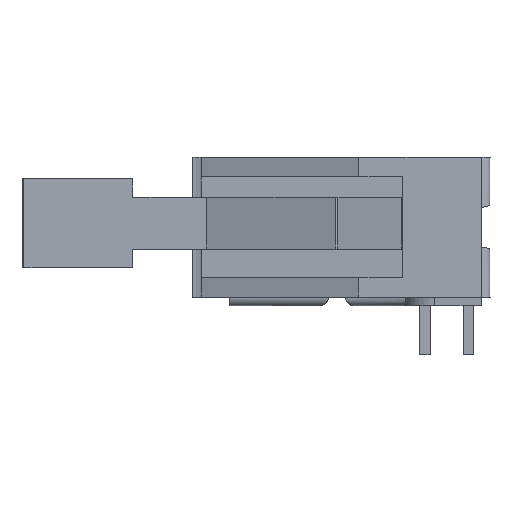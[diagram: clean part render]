
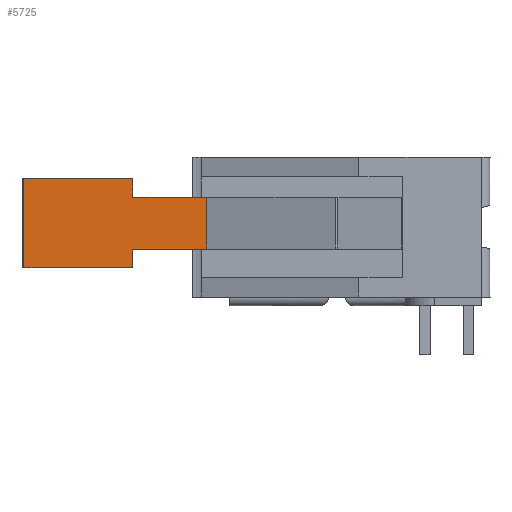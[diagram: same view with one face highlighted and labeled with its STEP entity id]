
A CAD part, left-side view. The second image highlights one B-rep face of the part: STEP entity #5725.
In plain terms, the highlighted planar face has unit normal (-1, 0, 0).
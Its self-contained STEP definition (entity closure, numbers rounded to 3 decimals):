
#469=FACE_OUTER_BOUND($,#811,.T.);
#811=EDGE_LOOP($,(#4932,#4933,#4934,#4935,#4936,#4937,#4938,#4939));
#1470=LINE($,#9312,#2173);
#1476=LINE($,#9331,#2179);
#1477=LINE($,#9333,#2180);
#1478=LINE($,#9335,#2181);
#1479=LINE($,#9337,#2182);
#1480=LINE($,#9339,#2183);
#1481=LINE($,#9340,#2184);
#1482=LINE($,#9341,#2185);
#2173=VECTOR($,#7467,4.281);
#2179=VECTOR($,#7483,4.281);
#2180=VECTOR($,#7484,1.092);
#2181=VECTOR($,#7485,6.326);
#2182=VECTOR($,#7486,5.182);
#2183=VECTOR($,#7487,6.326);
#2184=VECTOR($,#7488,1.092);
#2185=VECTOR($,#7489,2.997);
#2722=VERTEX_POINT($,#9310);
#2723=VERTEX_POINT($,#9311);
#2730=VERTEX_POINT($,#9329);
#2731=VERTEX_POINT($,#9330);
#2732=VERTEX_POINT($,#9332);
#2733=VERTEX_POINT($,#9334);
#2734=VERTEX_POINT($,#9336);
#2735=VERTEX_POINT($,#9338);
#3468=EDGE_CURVE($,#2722,#2723,#1470,.T.);
#3478=EDGE_CURVE($,#2730,#2731,#1476,.T.);
#3479=EDGE_CURVE($,#2731,#2732,#1477,.T.);
#3480=EDGE_CURVE($,#2732,#2733,#1478,.T.);
#3481=EDGE_CURVE($,#2733,#2734,#1479,.T.);
#3482=EDGE_CURVE($,#2734,#2735,#1480,.T.);
#3483=EDGE_CURVE($,#2723,#2735,#1481,.T.);
#3484=EDGE_CURVE($,#2722,#2730,#1482,.T.);
#4932=ORIENTED_EDGE($,*,*,#3478,.T.);
#4933=ORIENTED_EDGE($,*,*,#3479,.T.);
#4934=ORIENTED_EDGE($,*,*,#3480,.T.);
#4935=ORIENTED_EDGE($,*,*,#3481,.T.);
#4936=ORIENTED_EDGE($,*,*,#3482,.T.);
#4937=ORIENTED_EDGE($,*,*,#3483,.F.);
#4938=ORIENTED_EDGE($,*,*,#3468,.F.);
#4939=ORIENTED_EDGE($,*,*,#3484,.T.);
#5419=PLANE($,#6147);
#5725=ADVANCED_FACE($,(#469),#5419,.T.);
#6147=AXIS2_PLACEMENT_3D($,#9328,#7481,#7482);
#7467=DIRECTION($,(0.,1.,0.));
#7481=DIRECTION('center_axis',(-1.,0.,0.));
#7482=DIRECTION('ref_axis',(0.,-1.,0.));
#7483=DIRECTION($,(0.,1.,0.));
#7484=DIRECTION($,(0.,0.,1.));
#7485=DIRECTION($,(0.,1.,0.));
#7486=DIRECTION($,(0.,0.,-1.));
#7487=DIRECTION($,(0.,-1.,0.));
#7488=DIRECTION($,(0.,0.,-1.));
#7489=DIRECTION($,(0.,0.,1.));
#9310=CARTESIAN_POINT('',(-11.976,13.953,3.302));
#9311=CARTESIAN_POINT('',(-11.976,18.235,3.302));
#9312=CARTESIAN_POINT($,(-11.976,13.953,3.302));
#9328=CARTESIAN_POINT('Origin',(-11.976,12.953,1.21));
#9329=CARTESIAN_POINT('',(-11.976,13.953,6.299));
#9330=CARTESIAN_POINT('',(-11.976,18.235,6.299));
#9331=CARTESIAN_POINT($,(-11.976,13.953,6.299));
#9332=CARTESIAN_POINT('',(-11.976,18.235,7.391));
#9333=CARTESIAN_POINT($,(-11.976,18.235,6.299));
#9334=CARTESIAN_POINT('',(-11.976,24.561,7.391));
#9335=CARTESIAN_POINT($,(-11.976,18.235,7.391));
#9336=CARTESIAN_POINT('',(-11.976,24.561,2.21));
#9337=CARTESIAN_POINT($,(-11.976,24.561,7.391));
#9338=CARTESIAN_POINT('',(-11.976,18.235,2.21));
#9339=CARTESIAN_POINT($,(-11.976,24.561,2.21));
#9340=CARTESIAN_POINT($,(-11.976,18.235,3.302));
#9341=CARTESIAN_POINT($,(-11.976,13.953,3.302));
